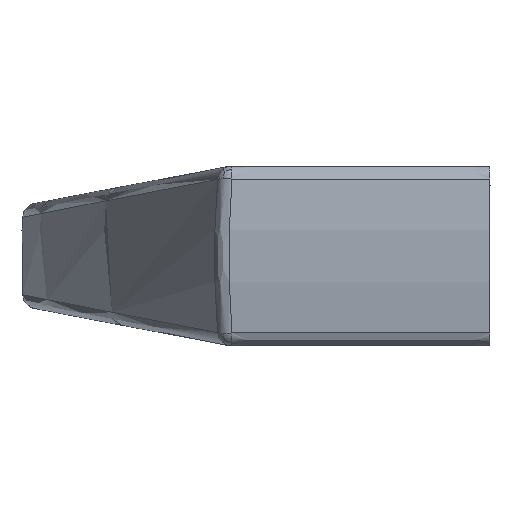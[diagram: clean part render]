
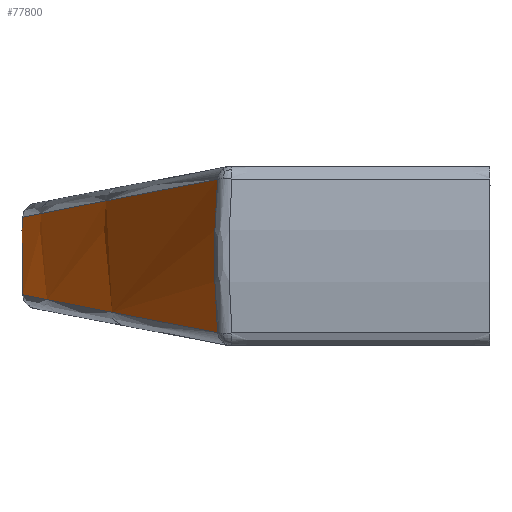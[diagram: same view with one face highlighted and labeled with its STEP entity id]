
A CAD part, left-side view. The second image highlights one B-rep face of the part: STEP entity #77800.
In plain terms, the highlighted toroidal (fillet/blend) face has major radius 250.91 mm and minor radius 43.368 mm.
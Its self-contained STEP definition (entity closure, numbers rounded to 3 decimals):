
#32590=CARTESIAN_POINT('',(165.439,18.014,
5.066));
#32600=VERTEX_POINT('',#32590);
#32630=CARTESIAN_POINT('',(165.439,18.013,
-5.066));
#32640=CARTESIAN_POINT('',(165.673,18.148,
-3.392));
#32650=CARTESIAN_POINT('',(165.792,18.217,
-1.698));
#32660=CARTESIAN_POINT('',(165.792,18.217,
1.698));
#32670=CARTESIAN_POINT('',(165.673,18.148,
3.392));
#32680=CARTESIAN_POINT('',(165.439,18.013,
5.066));
#32690=B_SPLINE_CURVE_WITH_KNOTS('',3,(#32630,#32640,#32650,#32660,
#32670,#32680),.UNSPECIFIED.,.F.,.F.,(4,2,4),(10.447,
15.548,20.649),.UNSPECIFIED.);
#32700=CARTESIAN_POINT('',(165.439,18.014,
-5.066));
#32710=VERTEX_POINT('',#32700);
#32720=EDGE_CURVE('',#32710,#32600,#32690,.T.);
#34170=CARTESIAN_POINT('',(-5.439,18.013,
-5.066));
#34180=VERTEX_POINT('',#34170);
#34210=CARTESIAN_POINT('',(-5.439,18.013,
5.066));
#34220=CARTESIAN_POINT('',(-5.673,18.148,
3.392));
#34230=CARTESIAN_POINT('',(-5.792,18.217,
1.698));
#34240=CARTESIAN_POINT('',(-5.792,18.217,
-1.698));
#34250=CARTESIAN_POINT('',(-5.673,18.148,
-3.392));
#34260=CARTESIAN_POINT('',(-5.439,18.013,
-5.066));
#34270=B_SPLINE_CURVE_WITH_KNOTS('',3,(#34210,#34220,#34230,#34240,
#34250,#34260),.UNSPECIFIED.,.F.,.F.,(4,2,4),(10.447,
15.548,20.649),.UNSPECIFIED.);
#34280=CARTESIAN_POINT('',(-5.439,18.014,
5.066));
#34290=VERTEX_POINT('',#34280);
#34300=EDGE_CURVE('',#34290,#34180,#34270,.T.);
#49170=CARTESIAN_POINT('',(-5.439,18.014,
5.066));
#49180=CARTESIAN_POINT('',(-0.33,19.602,
4.766));
#49190=CARTESIAN_POINT('',(4.825,21.046,
4.49));
#49200=CARTESIAN_POINT('',(21.445,25.199,
3.691));
#49210=CARTESIAN_POINT('',(33.04,27.344,
3.269));
#49220=CARTESIAN_POINT('',(56.435,30.208,
2.703));
#49230=CARTESIAN_POINT('',(68.212,30.924,
2.559));
#49240=CARTESIAN_POINT('',(91.788,30.924,
2.559));
#49250=CARTESIAN_POINT('',(103.565,30.208,
2.703));
#49260=CARTESIAN_POINT('',(126.96,27.344,
3.269));
#49270=CARTESIAN_POINT('',(138.555,25.199,
3.691));
#49280=CARTESIAN_POINT('',(155.175,21.046,
4.49));
#49290=CARTESIAN_POINT('',(160.33,19.602,
4.766));
#49300=CARTESIAN_POINT('',(165.439,18.014,
5.066));
#49310=B_SPLINE_CURVE_WITH_KNOTS('',3,(#49170,#49180,#49190,#49200,
#49210,#49220,#49230,#49240,#49250,#49260,#49270,#49280,#49290,#49300),
.UNSPECIFIED.,.F.,.F.,(4,2,2,2,2,2,4),(54.498,70.543
,105.824,141.104,176.385,211.665,
227.711),.UNSPECIFIED.);
#49320=EDGE_CURVE('',#34290,#32600,#49310,.T.);
#49990=CARTESIAN_POINT('',(165.439,18.014,
-5.066));
#50000=CARTESIAN_POINT('',(160.33,19.602,
-4.766));
#50010=CARTESIAN_POINT('',(155.175,21.046,
-4.49));
#50020=CARTESIAN_POINT('',(138.555,25.199,
-3.691));
#50030=CARTESIAN_POINT('',(126.96,27.344,
-3.269));
#50040=CARTESIAN_POINT('',(103.565,30.208,
-2.703));
#50050=CARTESIAN_POINT('',(91.788,30.924,
-2.559));
#50060=CARTESIAN_POINT('',(68.212,30.924,
-2.559));
#50070=CARTESIAN_POINT('',(56.435,30.208,
-2.703));
#50080=CARTESIAN_POINT('',(33.04,27.344,
-3.269));
#50090=CARTESIAN_POINT('',(21.445,25.199,
-3.691));
#50100=CARTESIAN_POINT('',(4.825,21.046,
-4.49));
#50110=CARTESIAN_POINT('',(-0.33,19.602,
-4.766));
#50120=CARTESIAN_POINT('',(-5.439,18.014,
-5.066));
#50130=B_SPLINE_CURVE_WITH_KNOTS('',3,(#49990,#50000,#50010,#50020,
#50030,#50040,#50050,#50060,#50070,#50080,#50090,#50100,#50110,#50120),
.UNSPECIFIED.,.F.,.F.,(4,2,2,2,2,2,4),(54.498,70.543,
105.824,141.104,176.385,211.665,
227.711),.UNSPECIFIED.);
#50140=EDGE_CURVE('',#32710,#34180,#50130,.T.);
#77690=CARTESIAN_POINT('',(80.,-263.279,0.));
#77700=DIRECTION('',(0.,0.,1.));
#77710=DIRECTION('',(1.,0.,0.));
#77720=AXIS2_PLACEMENT_3D('',#77690,#77700,#77710);
#77730=TOROIDAL_SURFACE('',#77720,250.91,43.369);
#77740=ORIENTED_EDGE('',*,*,#34300,.F.);
#77750=ORIENTED_EDGE('',*,*,#50140,.T.);
#77760=ORIENTED_EDGE('',*,*,#32720,.F.);
#77770=ORIENTED_EDGE('',*,*,#49320,.T.);
#77780=EDGE_LOOP('',(#77770,#77760,#77750,#77740));
#77790=FACE_OUTER_BOUND('',#77780,.T.);
#77800=ADVANCED_FACE('',(#77790),#77730,.T.);
